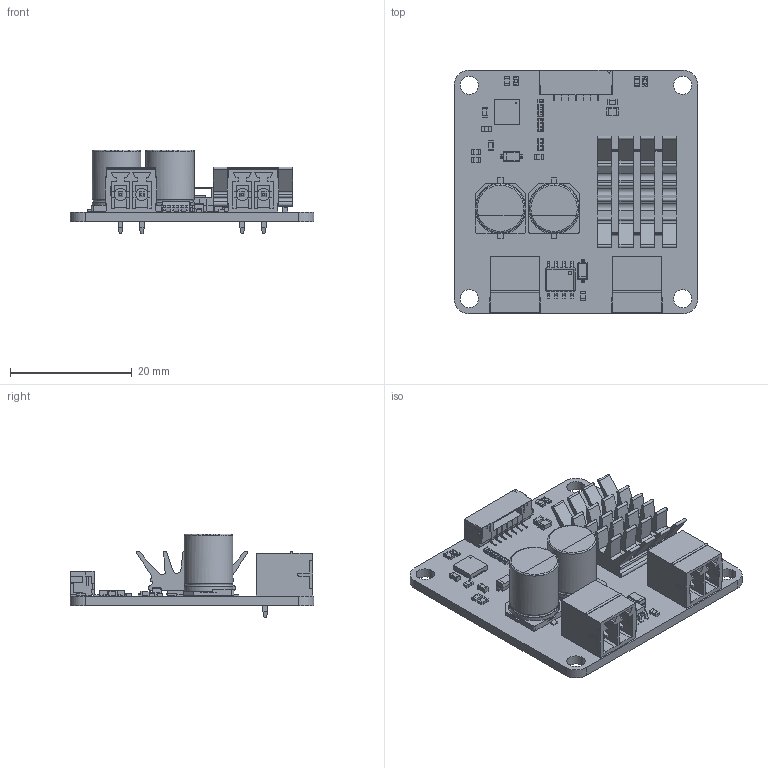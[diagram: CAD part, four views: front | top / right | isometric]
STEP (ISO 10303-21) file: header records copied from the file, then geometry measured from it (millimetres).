
FILE_DESCRIPTION(('FreeCAD Model'),'2;1');
FILE_NAME('Open CASCADE Shape Model','2021-04-28T20:33:24',('Author'),( ''),'Open CASCADE STEP processor 7.5','FreeCAD','Unknown');
FILE_SCHEMA(('AUTOMOTIVE_DESIGN { 1 0 10303 214 1 1 1 1 }'));
Length unit declared in the file: millimetre
Products named in the file (37): dc-v2; Board_Geoms_22ad; Pcb_22ad; Step_Models_22ad; Top_22ad; R2_R_0603_5F7C61C7; C1_C_0603_5F7C60CA; C2_ASSEMBLY_5F7C60DF; c_el_F_D80_L100; C3_C_0603_5F7C60E9; C4_ASSEMBLY_5F7C60FE; c_el_F_D80_L101; C101_C_0805_5F7C6108; C102_C_0402_5F7C6112; C103_C_0603_5F7C611C; C104_C_0603_5F7C6126; D1_SOD-123_5F7C613A; D2_SOD-123_5F7C614E; D101_Compound_5F7C615F; P1_2er_Phoenix_Buchse_Schwarz_5F7C6173; P2_2er_Phoenix_Buchse_Grün_5F7C617D; P101_BrickletConn_7pin_5F7C6190; Q1_soic_8_39x49_p127_5F7C61B3; R3_R_0603_5F7C61D1; R4_R_0603_5F7C61DB; R5_R_0603_5F7C61E5; R6_R_0603_5F7C61EF; R101_R_0603_5F7C61F9; RP1_Cut_5F7C6209; RP2_Cut_5F7C6219; RP101_Cut_5F7C6229; U1_qfn44_8x8_p065_5F7C6CD0; U1_Kühlkörper_5F7C6CD0[2]; U101_QFN-24_4x4mm_Pitch0.5mm_5F7C6281; D3_Compound_5F7EDA02; R7_R_0603_5F7EDA0C; R1_R_0603_5FBBD2F6
Assembly tree (36 placements, depth 5):
  dc-v2
    Board_Geoms_22ad
      Pcb_22ad
    Step_Models_22ad
      Top_22ad
        R2_R_0603_5F7C61C7
        C1_C_0603_5F7C60CA
        C2_ASSEMBLY_5F7C60DF
          c_el_F_D80_L100
        C3_C_0603_5F7C60E9
        C4_ASSEMBLY_5F7C60FE
          c_el_F_D80_L101
        C101_C_0805_5F7C6108
        C102_C_0402_5F7C6112
        C103_C_0603_5F7C611C
        C104_C_0603_5F7C6126
        D1_SOD-123_5F7C613A
        D2_SOD-123_5F7C614E
        D101_Compound_5F7C615F
        P1_2er_Phoenix_Buchse_Schwarz_5F7C6173
        P2_2er_Phoenix_Buchse_Grün_5F7C617D
        P101_BrickletConn_7pin_5F7C6190
        Q1_soic_8_39x49_p127_5F7C61B3
        R3_R_0603_5F7C61D1
        R4_R_0603_5F7C61DB
        R5_R_0603_5F7C61E5
        R6_R_0603_5F7C61EF
        R101_R_0603_5F7C61F9
        RP1_Cut_5F7C6209
        RP2_Cut_5F7C6219
        RP101_Cut_5F7C6229
        U1_qfn44_8x8_p065_5F7C6CD0
        U1_Kühlkörper_5F7C6CD0[2]
        U101_QFN-24_4x4mm_Pitch0.5mm_5F7C6281
        D3_Compound_5F7EDA02
        R7_R_0603_5F7EDA0C
        R1_R_0603_5FBBD2F6
Bounding box: 40 x 40 x 13.77 mm (x, y, z)
Volume: 4962.8 mm3; surface area: 7944.5 mm2
Topology: 33 solids, 33 shells, 2522 faces, 7413 edges, 5836 vertices
Faces by surface type: plane 2016, cylinder 442, bspline 36, sphere 16, torus 8, revolution 2, extrusion 2
Full cylindrical faces by diameter (mm): 0.5 x1, 0.6 x1, 1.4 x4, 2 x4, 3 x4, 8 x4
Entity records: 103379 total; most frequent: CARTESIAN_POINT 17488, ORIENTED_EDGE 14186, DIRECTION 13289, EDGE_CURVE 7093, VECTOR 6393, LINE 6391, VERTEX_POINT 4620, AXIS2_PLACEMENT_3D 3447
